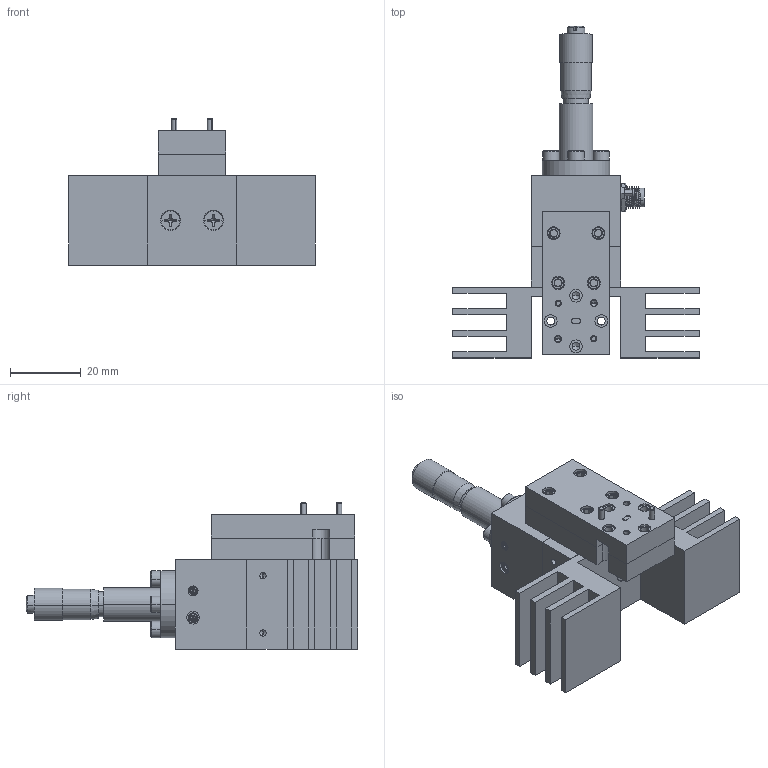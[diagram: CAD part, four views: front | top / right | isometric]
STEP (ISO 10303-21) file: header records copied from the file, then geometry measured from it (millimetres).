
FILE_DESCRIPTION (( 'STEP AP203' ), '1' );
FILE_NAME ('SOF-1003-M1.STEP', '2019-01-29T19:41:49', ( '' ), ( '' ), 'SwSTEP 2.0', 'SolidWorks 2016', '' );
FILE_SCHEMA (( 'CONFIG_CONTROL_DESIGN' ));
Length unit declared in the file: inch
Products named in the file (1): SOF-1003-M1
Bounding box: 69.85 x 94.08 x 41.47 mm (x, y, z)
Volume: 44319.1 mm3; surface area: 32283 mm2
Topology: 38 solids, 38 shells, 1316 faces, 3036 edges, 1812 vertices
Faces by surface type: plane 462, cylinder 435, cone 411, bspline 4, sphere 4
Entity records: 38841 total; most frequent: CARTESIAN_POINT 9398, DIRECTION 6320, ORIENTED_EDGE 5856, EDGE_CURVE 2928, AXIS2_PLACEMENT_3D 2454, VERTEX_POINT 1812, EDGE_LOOP 1530, LINE 1412
